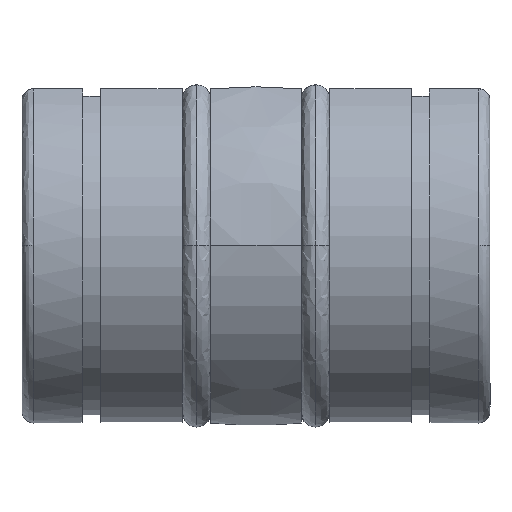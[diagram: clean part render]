
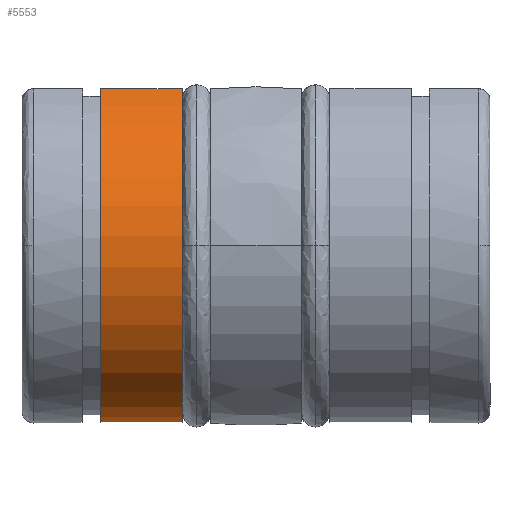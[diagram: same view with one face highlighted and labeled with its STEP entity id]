
A CAD part, left-side view. The second image highlights one B-rep face of the part: STEP entity #5553.
In plain terms, the highlighted cylindrical face has radius 15.621 mm (diameter 31.242 mm), a partial arc.
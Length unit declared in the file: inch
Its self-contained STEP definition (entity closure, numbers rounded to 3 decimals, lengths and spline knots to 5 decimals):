
#2 = AXIS2_PLACEMENT_3D ( 'NONE', #2842, #2765, #5755 ) ;
#150 = DIRECTION ( 'NONE',  ( 0., -1., 0. ) ) ;
#277 = CARTESIAN_POINT ( 'NONE',  ( 0.29392, 0.25512, 0.54022 ) ) ;
#323 = VECTOR ( 'NONE', #150, 39.37008 ) ;
#622 = VERTEX_POINT ( 'NONE', #277 ) ;
#868 = LINE ( 'NONE', #5540, #3613 ) ;
#1380 = CARTESIAN_POINT ( 'NONE',  ( 0., 0.53706, 0. ) ) ;
#1494 = VERTEX_POINT ( 'NONE', #3577 ) ;
#1607 = ORIENTED_EDGE ( 'NONE', *, *, #2867, .T. ) ;
#2221 = DIRECTION ( 'NONE',  ( 0., 1., 0. ) ) ;
#2365 = CIRCLE ( 'NONE', #4381, 0.615 ) ;
#2510 = EDGE_LOOP ( 'NONE', ( #1607, #2832, #5912, #4159 ) ) ;
#2605 = DIRECTION ( 'NONE',  ( 0., 1., 0. ) ) ;
#2634 = FACE_OUTER_BOUND ( 'NONE', #2510, .T. ) ;
#2765 = DIRECTION ( 'NONE',  ( 0., 1., 0. ) ) ;
#2832 = ORIENTED_EDGE ( 'NONE', *, *, #5380, .T. ) ;
#2842 = CARTESIAN_POINT ( 'NONE',  ( 0., 0., 0. ) ) ;
#2867 = EDGE_CURVE ( 'NONE', #7206, #1494, #868, .T. ) ;
#3088 = VERTEX_POINT ( 'NONE', #4545 ) ;
#3419 = DIRECTION ( 'NONE',  ( 0., 0., 1. ) ) ;
#3577 = CARTESIAN_POINT ( 'NONE',  ( -0.29392, 0.53706, 0.54022 ) ) ;
#3613 = VECTOR ( 'NONE', #2605, 39.37008 ) ;
#3789 = LINE ( 'NONE', #4807, #323 ) ;
#4159 = ORIENTED_EDGE ( 'NONE', *, *, #6693, .T. ) ;
#4381 = AXIS2_PLACEMENT_3D ( 'NONE', #5766, #2221, #3419 ) ;
#4545 = CARTESIAN_POINT ( 'NONE',  ( 0.29392, 0.53706, 0.54022 ) ) ;
#4674 = AXIS2_PLACEMENT_3D ( 'NONE', #1380, #4967, #6623 ) ;
#4684 = EDGE_CURVE ( 'NONE', #3088, #622, #3789, .T. ) ;
#4753 = CIRCLE ( 'NONE', #4674, 0.615 ) ;
#4807 = CARTESIAN_POINT ( 'NONE',  ( 0.29392, -1.21298, 0.54022 ) ) ;
#4967 = DIRECTION ( 'NONE',  ( 0., -1., 0. ) ) ;
#5019 = CYLINDRICAL_SURFACE ( 'NONE', #2, 0.615 ) ;
#5380 = EDGE_CURVE ( 'NONE', #1494, #3088, #4753, .T. ) ;
#5540 = CARTESIAN_POINT ( 'NONE',  ( -0.29392, -1.21298, 0.54022 ) ) ;
#5552 = CARTESIAN_POINT ( 'NONE',  ( -0.29392, 0.25512, 0.54022 ) ) ;
#5553 = ADVANCED_FACE ( 'NONE', ( #2634 ), #5019, .T. ) ;
#5755 = DIRECTION ( 'NONE',  ( 0., 0., 1. ) ) ;
#5766 = CARTESIAN_POINT ( 'NONE',  ( 0., 0.25512, 0. ) ) ;
#5912 = ORIENTED_EDGE ( 'NONE', *, *, #4684, .T. ) ;
#6623 = DIRECTION ( 'NONE',  ( 0., 0., 1. ) ) ;
#6693 = EDGE_CURVE ( 'NONE', #622, #7206, #2365, .T. ) ;
#7206 = VERTEX_POINT ( 'NONE', #5552 ) ;
